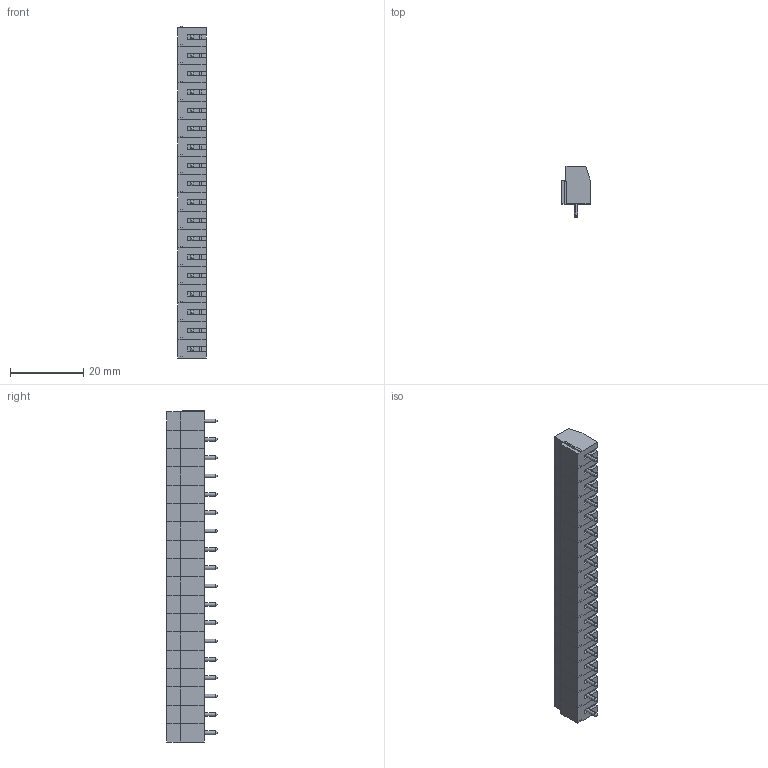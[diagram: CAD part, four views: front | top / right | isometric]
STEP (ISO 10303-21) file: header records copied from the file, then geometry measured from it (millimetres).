
FILE_DESCRIPTION (( 'STEP AP214' ), '1' );
FILE_NAME ('TBLOCK-18PIN-5mm pitch.STEP', '2020-06-29T08:28:34', ( '' ), ( '' ), 'SwSTEP 2.0', 'SolidWorks 2018', '' );
FILE_SCHEMA (( 'AUTOMOTIVE_DESIGN' ));
Length unit declared in the file: millimetre
Products named in the file (4): Inner; Screw; Outter; TBLOCK-18PIN-5mm pitch
Assembly tree (54 placements, depth 2):
  TBLOCK-18PIN-5mm pitch
    Outter  x18
    Screw  x18
    Inner  x18
Bounding box: 7.87 x 13.75 x 90.5 mm (x, y, z)
Volume: 5067.2 mm3; surface area: 13434.1 mm2
Topology: 54 solids, 54 shells, 2970 faces, 7452 edges, 4446 vertices
Faces by surface type: plane 1206, cylinder 774, bspline 504, torus 234, sphere 198, cone 54
Entity records: 5965 total; most frequent: CARTESIAN_POINT 1800, DIRECTION 833, ORIENTED_EDGE 802, EDGE_CURVE 401, AXIS2_PLACEMENT_3D 318, VERTEX_POINT 245, VECTOR 197, LINE 197
